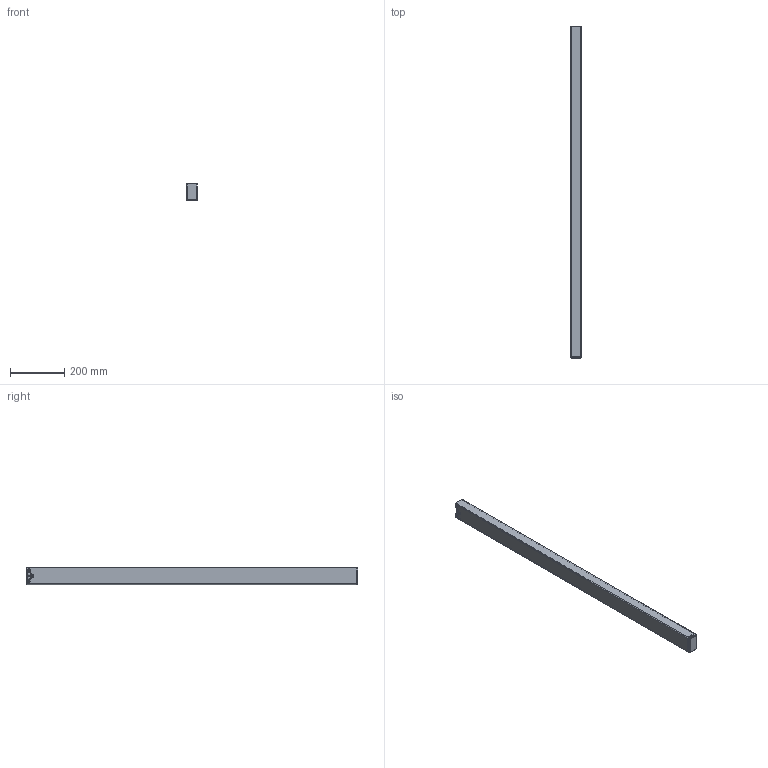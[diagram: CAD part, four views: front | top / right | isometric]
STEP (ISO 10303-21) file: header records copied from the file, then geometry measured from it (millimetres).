
FILE_DESCRIPTION (( 'STEP AP203' ), '1' );
FILE_NAME ('am-4365_West_Rivnuts West Wall.STEP', '2022-07-07T20:57:59', ( '' ), ( '' ), 'SwSTEP 2.0', 'SolidWorks 2022', '' );
FILE_SCHEMA (( 'CONFIG_CONTROL_DESIGN' ));
Length unit declared in the file: inch
Products named in the file (10): am-1226 steel rivet 1875 125-250 grip; L903-7336 v5 v4_15; Tube plug End Cap; am-1577 10-32 RivNut for Plastics_Installed; L903-7336 v5 v4_13; ip-4365_West_Drilled West Wall; L903-7336 v5 v4_2; am-4365_West_Rivnuts West Wall; L903-7336 v5 v4_16; L903-7336 v5 v4_14
Assembly tree (14 placements, depth 3):
  am-4365_West_Rivnuts West Wall
    ip-4365_West_Drilled West Wall
    L903-7336 v5 v4_2
      L903-7336 v5 v4_13
      L903-7336 v5 v4_14
      L903-7336 v5 v4_15
      L903-7336 v5 v4_16
    am-1226 steel rivet 1875 125-250 grip  x3
    Tube plug End Cap
    am-1577 10-32 RivNut for Plastics_Installed  x4
Bounding box: 38.89 x 1219.2 x 64.47 mm (x, y, z)
Volume: 618481.5 mm3; surface area: 481150.4 mm2
Topology: 13 solids, 13 shells, 701 faces, 1747 edges, 1060 vertices
Faces by surface type: plane 244, cylinder 237, bspline 120, torus 50, cone 46, sphere 4
Entity records: 21009 total; most frequent: CARTESIAN_POINT 11081, ORIENTED_EDGE 1874, DIRECTION 1766, EDGE_CURVE 937, AXIS2_PLACEMENT_3D 648, VERTEX_POINT 582, LINE 470, VECTOR 470
